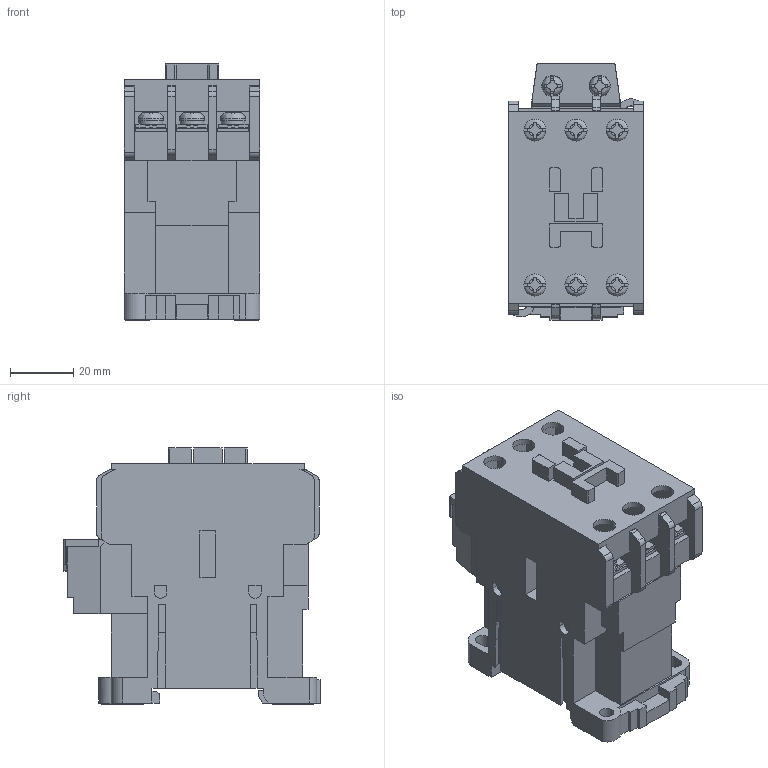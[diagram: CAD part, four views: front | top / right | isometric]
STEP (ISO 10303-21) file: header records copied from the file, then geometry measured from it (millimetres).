
FILE_DESCRIPTION (( 'STEP AP214' ), '1' );
FILE_NAME ('SC-E03-500VAC.step', '2016-04-18T19:19:02', ( '' ), ( '' ), 'SwSTEP 2.0', 'SolidWorks 2015', '' );
FILE_SCHEMA (( 'AUTOMOTIVE_DESIGN' ));
Length unit declared in the file: inch
Products named in the file (1): SC-E03-500VAC
Bounding box: 43 x 81 x 81 mm (x, y, z)
Volume: 163556.5 mm3; surface area: 42358.2 mm2
Topology: 1 solids, 7 shells, 1388 faces, 4339 edges, 2781 vertices
Faces by surface type: plane 1148, cylinder 192, cone 32, bspline 16
Entity records: 67971 total; most frequent: CARTESIAN_POINT 11032, ORIENTED_EDGE 8678, DIRECTION 7617, EDGE_CURVE 4339, LINE 3289, VECTOR 3289, VERTEX_POINT 2781, AXIS2_PLACEMENT_3D 2164
